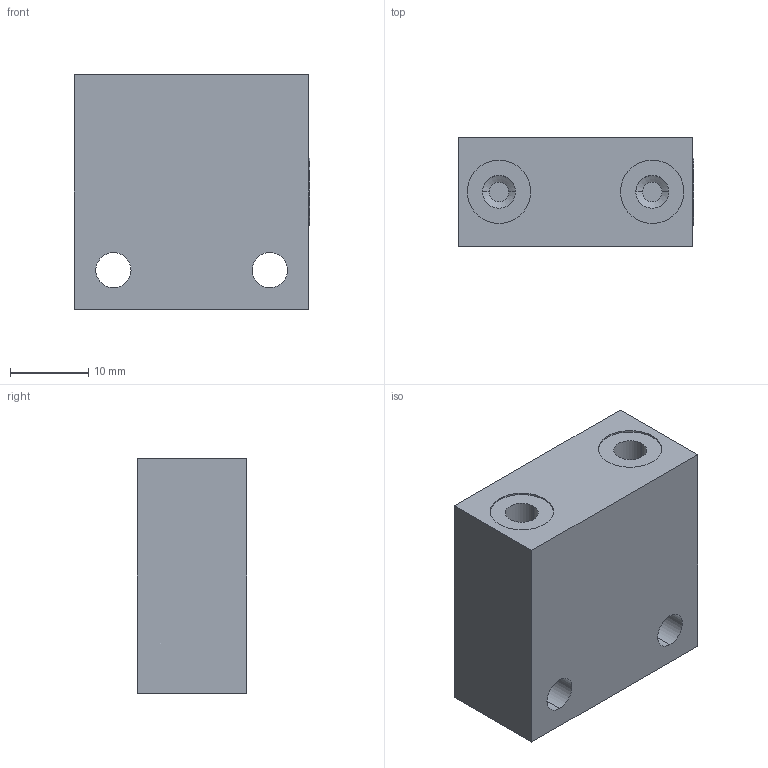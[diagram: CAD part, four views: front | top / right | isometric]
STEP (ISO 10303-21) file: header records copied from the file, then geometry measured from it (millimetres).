
FILE_DESCRIPTION (( 'STEP AP214' ), '1' );
FILE_NAME ('08_026_4.STEP', '2016-01-07T07:51:16', ( '' ), ( '' ), 'SwSTEP 2.0', 'SolidWorks 2016', '' );
FILE_SCHEMA (( 'AUTOMOTIVE_DESIGN' ));
Length unit declared in the file: millimetre
Products named in the file (1): 08_026_4
Bounding box: 30.1 x 14 x 30 mm (x, y, z)
Volume: 11781.4 mm3; surface area: 4201.5 mm2
Topology: 1 solids, 1 shells, 48 faces, 106 edges, 68 vertices
Faces by surface type: cylinder 20, plane 18, cone 8, torus 2
Entity records: 1487 total; most frequent: DIRECTION 256, CARTESIAN_POINT 235, ORIENTED_EDGE 212, EDGE_CURVE 106, AXIS2_PLACEMENT_3D 105, VERTEX_POINT 68, EDGE_LOOP 60, CIRCLE 56
